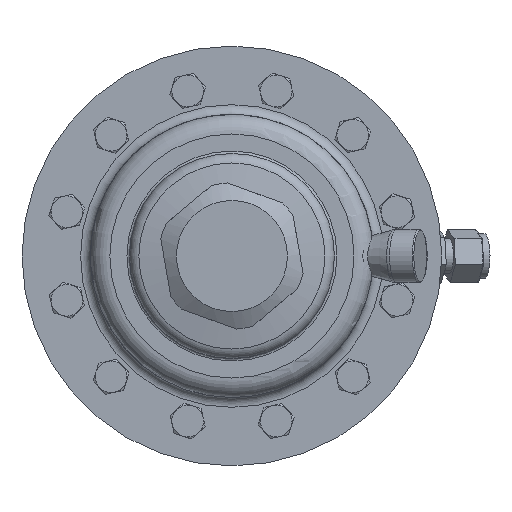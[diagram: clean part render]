
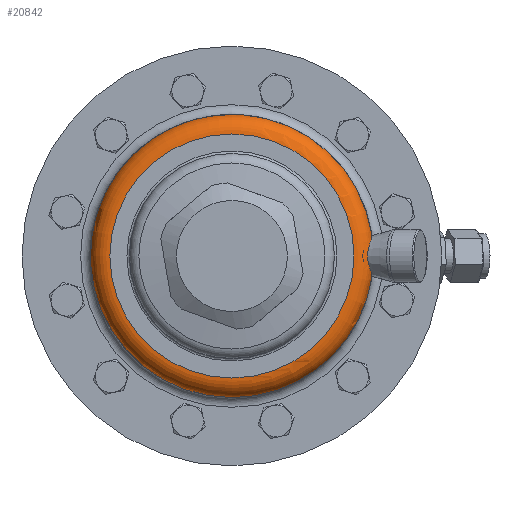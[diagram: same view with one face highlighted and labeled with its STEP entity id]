
A CAD part, front view. The second image highlights one B-rep face of the part: STEP entity #20842.
In plain terms, the highlighted toroidal (fillet/blend) face has major radius 50 mm and minor radius 8 mm.
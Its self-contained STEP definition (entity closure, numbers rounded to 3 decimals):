
#171 = CARTESIAN_POINT ( 'NONE',  ( 57.213, -474.052, -7.319 ) ) ;
#742 = CARTESIAN_POINT ( 'NONE',  ( 55.7, -477.39, 1.608 ) ) ;
#954 = CARTESIAN_POINT ( 'NONE',  ( 55.725, -477.359, -1.841 ) ) ;
#1079 = CARTESIAN_POINT ( 'NONE',  ( 57.377, -471.8, 8.477 ) ) ;
#1458 = CIRCLE ( 'NONE', #38191, 58. ) ;
#3225 = EDGE_LOOP ( 'NONE', ( #10031, #31348 ) ) ;
#3480 = CARTESIAN_POINT ( 'NONE',  ( 55.602, -477.511, 0.466 ) ) ;
#3837 = CARTESIAN_POINT ( 'NONE',  ( 57.253, -473.875, 7.457 ) ) ;
#5991 = B_SPLINE_CURVE_WITH_KNOTS ( 'NONE', 3,
 ( #14195, #34901, #26134, #29434, #11287, #30775, #171, #18307, #6778, #6381, #35862, #18498, #9142, #21025, #21607, #15726, #954, #21408, #30203, #3480, #33691, #742, #30565, #24737, #18126, #15335, #33293, #33488, #24155, #23970, #9519, #15940, #6966, #32925, #18684, #3837, #36626, #30381, #36427, #27654 ),
 .UNSPECIFIED., .F., .F.,
 ( 4, 2, 2, 2, 2, 2, 2, 2, 2, 2, 2, 2, 2, 2, 2, 2, 2, 2, 2, 4 ),
 ( 0., 0.001, 0.002, 0.003, 0.004, 0.006, 0.007, 0.008, 0.01, 0.011, 0.012, 0.013, 0.014, 0.015, 0.016, 0.017, 0.018, 0.019, 0.021, 0.022 ),
 .UNSPECIFIED. ) ;
#6381 = CARTESIAN_POINT ( 'NONE',  ( 56.774, -475.536, -5.927 ) ) ;
#6778 = CARTESIAN_POINT ( 'NONE',  ( 56.992, -474.928, -6.592 ) ) ;
#6966 = CARTESIAN_POINT ( 'NONE',  ( 56.773, -475.539, 5.923 ) ) ;
#7427 = DIRECTION ( 'NONE',  ( 0., 0., -1. ) ) ;
#7854 = EDGE_CURVE ( 'NONE', #38082, #36741, #1458, .T. ) ;
#8530 = VERTEX_POINT ( 'NONE', #11263 ) ;
#9046 = AXIS2_PLACEMENT_3D ( 'NONE', #30854, #36704, #7427 ) ;
#9142 = CARTESIAN_POINT ( 'NONE',  ( 56.298, -476.511, -4.419 ) ) ;
#9455 = DIRECTION ( 'NONE',  ( 0., 0., -1. ) ) ;
#9519 = CARTESIAN_POINT ( 'NONE',  ( 56.478, -476.176, 5.004 ) ) ;
#9646 = EDGE_CURVE ( 'NONE', #8530, #8530, #33291, .T. ) ;
#10031 = ORIENTED_EDGE ( 'NONE', *, *, #7854, .T. ) ;
#11263 = CARTESIAN_POINT ( 'NONE',  ( 0., -479.8, -50. ) ) ;
#11287 = CARTESIAN_POINT ( 'NONE',  ( 57.31, -473.476, -7.703 ) ) ;
#12760 = DIRECTION ( 'NONE',  ( 0., -1., 0. ) ) ;
#14195 = CARTESIAN_POINT ( 'NONE',  ( 57.377, -471.8, -8.477 ) ) ;
#15296 = CARTESIAN_POINT ( 'NONE',  ( 0., -471.8, 0. ) ) ;
#15335 = CARTESIAN_POINT ( 'NONE',  ( 55.971, -477.026, 3.17 ) ) ;
#15726 = CARTESIAN_POINT ( 'NONE',  ( 55.795, -477.269, -2.287 ) ) ;
#15940 = CARTESIAN_POINT ( 'NONE',  ( 56.656, -475.81, 5.57 ) ) ;
#18126 = CARTESIAN_POINT ( 'NONE',  ( 55.84, -477.208, 2.51 ) ) ;
#18307 = CARTESIAN_POINT ( 'NONE',  ( 57.091, -474.596, -6.898 ) ) ;
#18498 = CARTESIAN_POINT ( 'NONE',  ( 56.417, -476.3, -4.813 ) ) ;
#18684 = CARTESIAN_POINT ( 'NONE',  ( 57.089, -474.603, 6.892 ) ) ;
#18709 = EDGE_CURVE ( 'NONE', #36741, #38082, #5991, .T. ) ;
#20592 = ORIENTED_EDGE ( 'NONE', *, *, #9646, .F. ) ;
#20842 = ADVANCED_FACE ( 'NONE', ( #23900, #33414 ), #28173, .T. ) ;
#21025 = CARTESIAN_POINT ( 'NONE',  ( 56.075, -476.875, -3.595 ) ) ;
#21408 = CARTESIAN_POINT ( 'NONE',  ( 55.628, -477.48, -0.93 ) ) ;
#21607 = CARTESIAN_POINT ( 'NONE',  ( 55.97, -477.028, -3.163 ) ) ;
#23900 = FACE_OUTER_BOUND ( 'NONE', #33545, .T. ) ;
#23970 = CARTESIAN_POINT ( 'NONE',  ( 56.417, -476.291, 4.809 ) ) ;
#24155 = CARTESIAN_POINT ( 'NONE',  ( 56.299, -476.505, 4.412 ) ) ;
#24463 = CARTESIAN_POINT ( 'NONE',  ( 0., -471.8, 0. ) ) ;
#24737 = CARTESIAN_POINT ( 'NONE',  ( 55.8, -477.262, 2.285 ) ) ;
#26134 = CARTESIAN_POINT ( 'NONE',  ( 57.389, -472.668, -8.143 ) ) ;
#27654 = CARTESIAN_POINT ( 'NONE',  ( 57.377, -471.8, 8.477 ) ) ;
#28173 = TOROIDAL_SURFACE ( 'NONE', #35048, 50., 8. ) ;
#29434 = CARTESIAN_POINT ( 'NONE',  ( 57.334, -473.277, -7.819 ) ) ;
#30203 = CARTESIAN_POINT ( 'NONE',  ( 55.602, -477.511, -0.461 ) ) ;
#30381 = CARTESIAN_POINT ( 'NONE',  ( 57.389, -472.675, 8.14 ) ) ;
#30565 = CARTESIAN_POINT ( 'NONE',  ( 55.73, -477.353, 1.834 ) ) ;
#30775 = CARTESIAN_POINT ( 'NONE',  ( 57.249, -473.863, -7.453 ) ) ;
#30854 = CARTESIAN_POINT ( 'NONE',  ( 0., -479.8, 0. ) ) ;
#31348 = ORIENTED_EDGE ( 'NONE', *, *, #18709, .T. ) ;
#32925 = CARTESIAN_POINT ( 'NONE',  ( 56.989, -474.935, 6.584 ) ) ;
#33291 = CIRCLE ( 'NONE', #9046, 50. ) ;
#33293 = CARTESIAN_POINT ( 'NONE',  ( 56.075, -476.875, 3.595 ) ) ;
#33414 = FACE_OUTER_BOUND ( 'NONE', #3225, .T. ) ;
#33488 = CARTESIAN_POINT ( 'NONE',  ( 56.242, -476.603, 4.211 ) ) ;
#33545 = EDGE_LOOP ( 'NONE', ( #20592 ) ) ;
#33691 = CARTESIAN_POINT ( 'NONE',  ( 55.628, -477.481, 0.925 ) ) ;
#34455 = CARTESIAN_POINT ( 'NONE',  ( 57.377, -471.8, -8.477 ) ) ;
#34901 = CARTESIAN_POINT ( 'NONE',  ( 57.399, -472.243, -8.326 ) ) ;
#35048 = AXIS2_PLACEMENT_3D ( 'NONE', #24463, #36172, #9455 ) ;
#35862 = CARTESIAN_POINT ( 'NONE',  ( 56.655, -475.813, -5.566 ) ) ;
#36172 = DIRECTION ( 'NONE',  ( 0., -1., 0. ) ) ;
#36427 = CARTESIAN_POINT ( 'NONE',  ( 57.4, -472.244, 8.326 ) ) ;
#36591 = DIRECTION ( 'NONE',  ( 0., 0., -1. ) ) ;
#36626 = CARTESIAN_POINT ( 'NONE',  ( 57.315, -473.489, 7.706 ) ) ;
#36704 = DIRECTION ( 'NONE',  ( 0., -1., 0. ) ) ;
#36741 = VERTEX_POINT ( 'NONE', #34455 ) ;
#38082 = VERTEX_POINT ( 'NONE', #1079 ) ;
#38191 = AXIS2_PLACEMENT_3D ( 'NONE', #15296, #12760, #36591 ) ;
